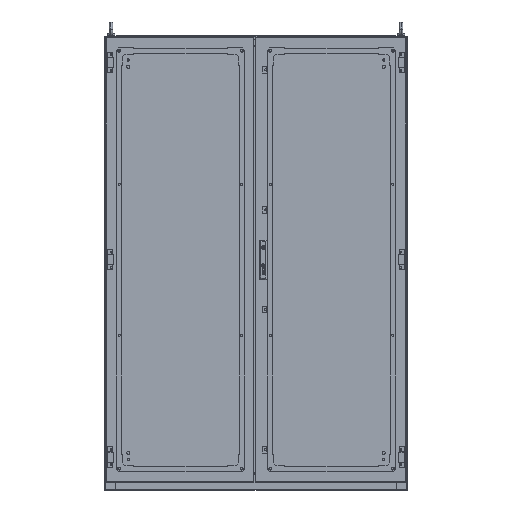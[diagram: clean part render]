
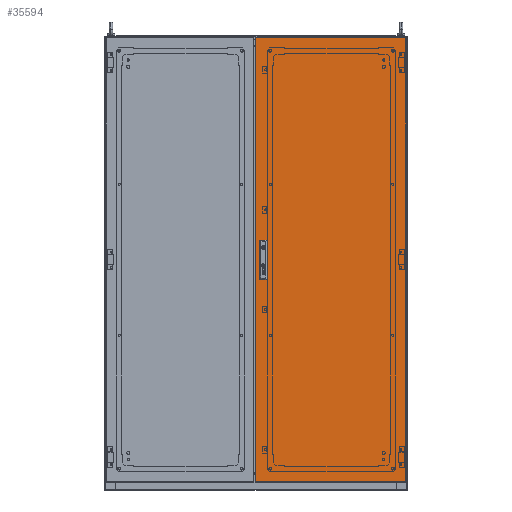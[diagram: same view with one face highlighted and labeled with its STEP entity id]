
A CAD part, top view. The second image highlights one B-rep face of the part: STEP entity #35594.
In plain terms, the highlighted planar face has unit normal (0, 0, 1).
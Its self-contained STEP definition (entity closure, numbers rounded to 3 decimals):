
#1140 = CARTESIAN_POINT ( 'NONE',  ( 597., -870., 0. ) ) ;
#1913 = VERTEX_POINT ( 'NONE', #8705 ) ;
#3974 = VERTEX_POINT ( 'NONE', #169374 ) ;
#5832 = VERTEX_POINT ( 'NONE', #175614 ) ;
#8705 = CARTESIAN_POINT ( 'NONE',  ( 41.5, 88.5, 0. ) ) ;
#10696 = CARTESIAN_POINT ( 'NONE',  ( 597., 897., 0. ) ) ;
#13837 = CARTESIAN_POINT ( 'NONE',  ( 41.5, -61.5, 0. ) ) ;
#16256 = ORIENTED_EDGE ( 'NONE', *, *, #120158, .F. ) ;
#17085 = CARTESIAN_POINT ( 'NONE',  ( -3., 897., 0. ) ) ;
#17764 = ORIENTED_EDGE ( 'NONE', *, *, #31525, .F. ) ;
#23031 = AXIS2_PLACEMENT_3D ( 'NONE', #96076, #108792, #91957 ) ;
#26908 = ORIENTED_EDGE ( 'NONE', *, *, #162160, .T. ) ;
#27710 = CARTESIAN_POINT ( 'NONE',  ( 41.5, 38.5, 0. ) ) ;
#28635 = LINE ( 'NONE', #13837, #169826 ) ;
#28918 = ORIENTED_EDGE ( 'NONE', *, *, #143936, .F. ) ;
#29447 = LINE ( 'NONE', #46274, #205095 ) ;
#29605 = EDGE_CURVE ( 'NONE', #169290, #128951, #91488, .T. ) ;
#30646 = EDGE_LOOP ( 'NONE', ( #62147, #16256, #17764, #185470 ) ) ;
#31525 = EDGE_CURVE ( 'NONE', #205279, #1913, #180288, .T. ) ;
#33018 = VECTOR ( 'NONE', #67460, 1000. ) ;
#33102 = VERTEX_POINT ( 'NONE', #103674 ) ;
#35594 = ADVANCED_FACE ( 'NONE', ( #155108, #198351, #118403 ), #182553, .T. ) ;
#41049 = DIRECTION ( 'NONE',  ( -1., 0., 0. ) ) ;
#45469 = DIRECTION ( 'NONE',  ( 1., 0., 0. ) ) ;
#46274 = CARTESIAN_POINT ( 'NONE',  ( 16.5, -61.5, 0. ) ) ;
#47190 = VERTEX_POINT ( 'NONE', #106445 ) ;
#47338 = VECTOR ( 'NONE', #151272, 1000. ) ;
#50178 = CARTESIAN_POINT ( 'NONE',  ( -3., -870., 0. ) ) ;
#51565 = EDGE_LOOP ( 'NONE', ( #172438, #28918, #133788, #164999 ) ) ;
#55193 = CARTESIAN_POINT ( 'NONE',  ( 41.5, -61.5, 0. ) ) ;
#56567 = LINE ( 'NONE', #168116, #47338 ) ;
#60004 = VECTOR ( 'NONE', #196350, 1000. ) ;
#62147 = ORIENTED_EDGE ( 'NONE', *, *, #126054, .F. ) ;
#63472 = LINE ( 'NONE', #17085, #181685 ) ;
#66458 = CARTESIAN_POINT ( 'NONE',  ( -3., 897., 0. ) ) ;
#67460 = DIRECTION ( 'NONE',  ( 0., 1., 0. ) ) ;
#74675 = DIRECTION ( 'NONE',  ( -1., 0., 0. ) ) ;
#76446 = LINE ( 'NONE', #202763, #79039 ) ;
#77808 = DIRECTION ( 'NONE',  ( 0., -1., 0. ) ) ;
#79039 = VECTOR ( 'NONE', #138552, 1000. ) ;
#87336 = CARTESIAN_POINT ( 'NONE',  ( 41.5, 38.5, 0. ) ) ;
#88610 = CARTESIAN_POINT ( 'NONE',  ( 16.5, -11.5, 0. ) ) ;
#90716 = LINE ( 'NONE', #10696, #33018 ) ;
#91488 = LINE ( 'NONE', #199930, #201039 ) ;
#91957 = DIRECTION ( 'NONE',  ( 1., 0., 0. ) ) ;
#96076 = CARTESIAN_POINT ( 'NONE',  ( 0., 0., 0. ) ) ;
#97482 = DIRECTION ( 'NONE',  ( 1., 0., 0. ) ) ;
#103130 = VECTOR ( 'NONE', #147354, 1000. ) ;
#103674 = CARTESIAN_POINT ( 'NONE',  ( -3., -870., 0. ) ) ;
#106445 = CARTESIAN_POINT ( 'NONE',  ( 16.5, 38.5, 0. ) ) ;
#106604 = ORIENTED_EDGE ( 'NONE', *, *, #29605, .T. ) ;
#108792 = DIRECTION ( 'NONE',  ( 0., 0., 1. ) ) ;
#110798 = DIRECTION ( 'NONE',  ( 0., -1., 0. ) ) ;
#111371 = EDGE_CURVE ( 'NONE', #142270, #131492, #28635, .T. ) ;
#112237 = LINE ( 'NONE', #50178, #148094 ) ;
#113015 = CARTESIAN_POINT ( 'NONE',  ( 41.5, 38.5, 0. ) ) ;
#118403 = FACE_OUTER_BOUND ( 'NONE', #178539, .T. ) ;
#119518 = CARTESIAN_POINT ( 'NONE',  ( 41.5, -61.5, 0. ) ) ;
#120158 = EDGE_CURVE ( 'NONE', #1913, #3974, #56567, .T. ) ;
#126054 = EDGE_CURVE ( 'NONE', #3974, #47190, #76446, .T. ) ;
#127027 = VECTOR ( 'NONE', #41049, 1000. ) ;
#128951 = VERTEX_POINT ( 'NONE', #66458 ) ;
#131492 = VERTEX_POINT ( 'NONE', #55193 ) ;
#131583 = LINE ( 'NONE', #87336, #103130 ) ;
#133788 = ORIENTED_EDGE ( 'NONE', *, *, #191463, .F. ) ;
#133988 = DIRECTION ( 'NONE',  ( 0., 1., 0. ) ) ;
#138552 = DIRECTION ( 'NONE',  ( 0., -1., 0. ) ) ;
#142270 = VERTEX_POINT ( 'NONE', #200815 ) ;
#143936 = EDGE_CURVE ( 'NONE', #5832, #180114, #149684, .T. ) ;
#145030 = EDGE_CURVE ( 'NONE', #180114, #142270, #29447, .T. ) ;
#147354 = DIRECTION ( 'NONE',  ( 1., 0., 0. ) ) ;
#148094 = VECTOR ( 'NONE', #97482, 1000. ) ;
#149684 = LINE ( 'NONE', #188290, #127027 ) ;
#151272 = DIRECTION ( 'NONE',  ( -1., 0., 0. ) ) ;
#154894 = VECTOR ( 'NONE', #133988, 1000. ) ;
#155108 = FACE_BOUND ( 'NONE', #30646, .T. ) ;
#158429 = ORIENTED_EDGE ( 'NONE', *, *, #204194, .T. ) ;
#162160 = EDGE_CURVE ( 'NONE', #33102, #202963, #112237, .T. ) ;
#164999 = ORIENTED_EDGE ( 'NONE', *, *, #111371, .F. ) ;
#168116 = CARTESIAN_POINT ( 'NONE',  ( 41.5, 88.5, 0. ) ) ;
#169290 = VERTEX_POINT ( 'NONE', #177336 ) ;
#169374 = CARTESIAN_POINT ( 'NONE',  ( 16.5, 88.5, 0. ) ) ;
#169826 = VECTOR ( 'NONE', #45469, 1000. ) ;
#171700 = EDGE_CURVE ( 'NONE', #128951, #33102, #63472, .T. ) ;
#172438 = ORIENTED_EDGE ( 'NONE', *, *, #145030, .F. ) ;
#175614 = CARTESIAN_POINT ( 'NONE',  ( 41.5, -11.5, 0. ) ) ;
#177336 = CARTESIAN_POINT ( 'NONE',  ( 597., 897., 0. ) ) ;
#178539 = EDGE_LOOP ( 'NONE', ( #181678, #26908, #158429, #106604 ) ) ;
#180114 = VERTEX_POINT ( 'NONE', #88610 ) ;
#180288 = LINE ( 'NONE', #113015, #154894 ) ;
#181571 = LINE ( 'NONE', #119518, #60004 ) ;
#181678 = ORIENTED_EDGE ( 'NONE', *, *, #171700, .T. ) ;
#181685 = VECTOR ( 'NONE', #110798, 1000. ) ;
#182553 = PLANE ( 'NONE',  #23031 ) ;
#185470 = ORIENTED_EDGE ( 'NONE', *, *, #196123, .F. ) ;
#188290 = CARTESIAN_POINT ( 'NONE',  ( 41.5, -11.5, 0. ) ) ;
#191463 = EDGE_CURVE ( 'NONE', #131492, #5832, #181571, .T. ) ;
#196123 = EDGE_CURVE ( 'NONE', #47190, #205279, #131583, .T. ) ;
#196350 = DIRECTION ( 'NONE',  ( 0., 1., 0. ) ) ;
#198351 = FACE_BOUND ( 'NONE', #51565, .T. ) ;
#199930 = CARTESIAN_POINT ( 'NONE',  ( -3., 897., 0. ) ) ;
#200815 = CARTESIAN_POINT ( 'NONE',  ( 16.5, -61.5, 0. ) ) ;
#201039 = VECTOR ( 'NONE', #74675, 1000. ) ;
#202763 = CARTESIAN_POINT ( 'NONE',  ( 16.5, 38.5, 0. ) ) ;
#202963 = VERTEX_POINT ( 'NONE', #1140 ) ;
#204194 = EDGE_CURVE ( 'NONE', #202963, #169290, #90716, .T. ) ;
#205095 = VECTOR ( 'NONE', #77808, 1000. ) ;
#205279 = VERTEX_POINT ( 'NONE', #27710 ) ;
